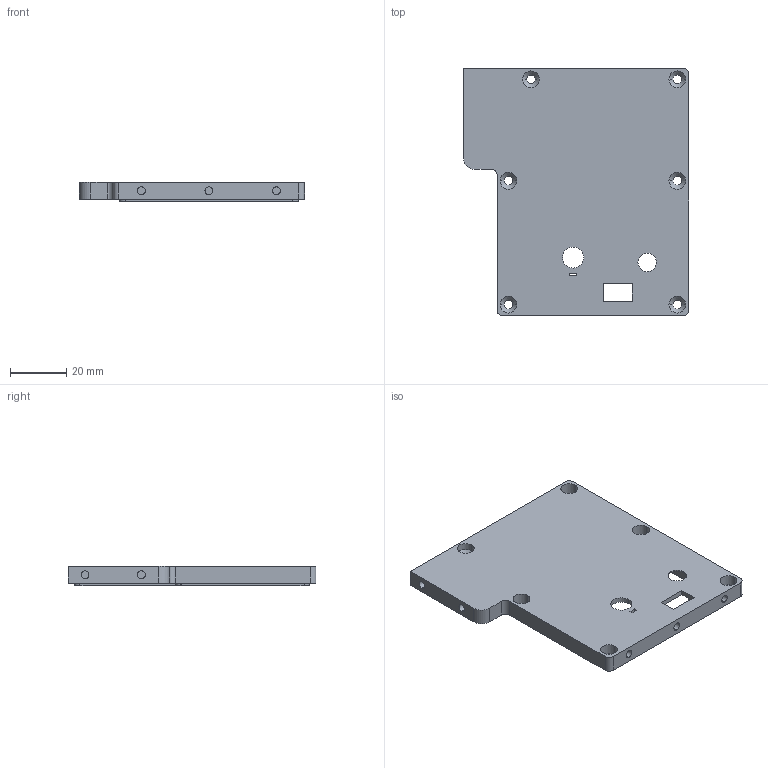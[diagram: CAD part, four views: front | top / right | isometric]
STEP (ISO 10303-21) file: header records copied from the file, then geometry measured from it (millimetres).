
FILE_DESCRIPTION (( 'STEP AP214' ), '1' );
FILE_NAME ('驱动盖板.STEP', '2024-02-26T06:19:14', ( '' ), ( '' ), 'SwSTEP 2.0', 'SolidWorks 2021', '' );
FILE_SCHEMA (( 'AUTOMOTIVE_DESIGN' ));
Length unit declared in the file: millimetre
Products named in the file (1): 驱动盖板
Bounding box: 80 x 88 x 6.8 mm (x, y, z)
Volume: 23458.1 mm3; surface area: 17212.3 mm2
Topology: 1 solids, 1 shells, 101 faces, 252 edges, 160 vertices
Faces by surface type: cylinder 48, plane 41, cone 12
Entity records: 3084 total; most frequent: DIRECTION 552, CARTESIAN_POINT 514, ORIENTED_EDGE 504, EDGE_CURVE 252, AXIS2_PLACEMENT_3D 198, VERTEX_POINT 160, LINE 156, VECTOR 156
